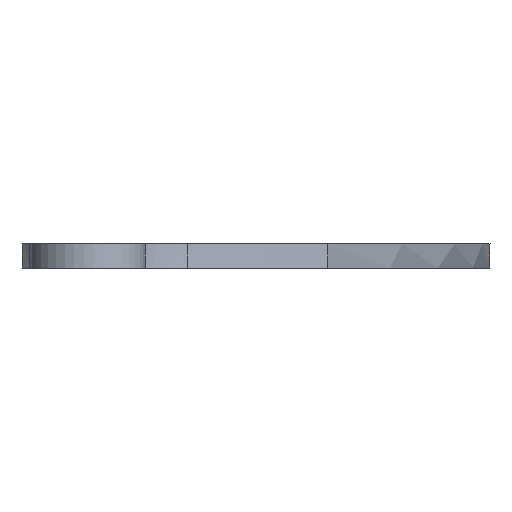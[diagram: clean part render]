
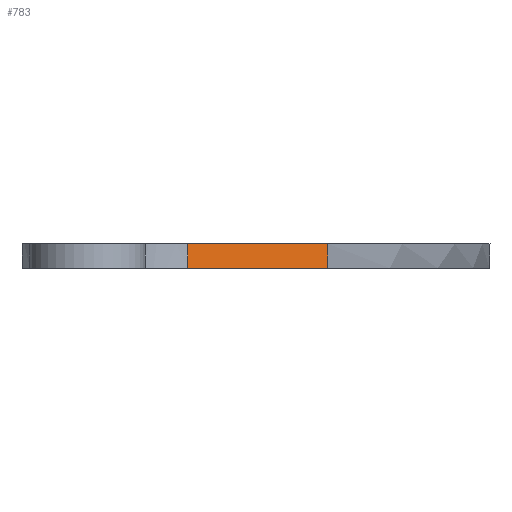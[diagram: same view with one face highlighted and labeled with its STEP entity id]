
A CAD part, left-side view. The second image highlights one B-rep face of the part: STEP entity #783.
In plain terms, the highlighted free-form (B-spline) face has degree [3, 1] with [12, 2] control points.
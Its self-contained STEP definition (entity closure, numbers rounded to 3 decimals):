
#31=B_SPLINE_SURFACE_WITH_KNOTS('',3,1,((#2576,#2577),(#2578,#2579),(#2580,
#2581),(#2582,#2583),(#2584,#2585),(#2586,#2587),(#2588,#2589),(#2590,#2591),
(#2592,#2593),(#2594,#2595),(#2596,#2597),(#2598,#2599)),.UNSPECIFIED.,
 .F.,.F.,.F.,(4,1,1,1,1,1,1,1,1,4),(2,2),(0.,1.917,3.834,
7.667,11.334,15.,16.212,17.423,
18.325,19.227),(0.,1.081),.UNSPECIFIED.);
#121=FACE_OUTER_BOUND('',#175,.T.);
#175=EDGE_LOOP('',(#713,#714,#715,#716));
#191=LINE('',#1147,#247);
#210=LINE('',#2183,#266);
#247=VECTOR('',#860,10.);
#266=VECTOR('',#909,10.);
#310=B_SPLINE_CURVE_WITH_KNOTS('',3,(#1537,#1538,#1539,#1540,#1541,#1542),
 .UNSPECIFIED.,.F.,.F.,(4,1,1,4),(-12.523,-12.416,-11.488,
-9.311),.UNSPECIFIED.);
#319=B_SPLINE_CURVE_WITH_KNOTS('',3,(#2390,#2391,#2392,#2393,#2394,#2395),
 .UNSPECIFIED.,.F.,.F.,(4,1,1,4),(-8.626,-5.158,-3.679,
-3.508),.UNSPECIFIED.);
#327=VERTEX_POINT('',#1053);
#329=VERTEX_POINT('',#1146);
#346=VERTEX_POINT('',#1421);
#373=VERTEX_POINT('',#2167);
#404=EDGE_CURVE('',#329,#327,#191,.T.);
#424=EDGE_CURVE('',#327,#346,#310,.T.);
#454=EDGE_CURVE('',#346,#373,#210,.T.);
#471=EDGE_CURVE('',#373,#329,#319,.T.);
#713=ORIENTED_EDGE('',*,*,#404,.T.);
#714=ORIENTED_EDGE('',*,*,#424,.T.);
#715=ORIENTED_EDGE('',*,*,#454,.T.);
#716=ORIENTED_EDGE('',*,*,#471,.T.);
#783=ADVANCED_FACE('',(#121),#31,.T.);
#860=DIRECTION('',(0.,0.,-1.));
#909=DIRECTION('',(0.,0.,1.));
#1053=CARTESIAN_POINT('',(70.883,92.557,0.));
#1146=CARTESIAN_POINT('',(70.883,92.557,6.3));
#1147=CARTESIAN_POINT('',(70.883,92.557,6.3));
#1421=CARTESIAN_POINT('',(92.086,56.255,0.));
#1537=CARTESIAN_POINT('Ctrl Pts',(70.883,92.557,0.));
#1538=CARTESIAN_POINT('Ctrl Pts',(71.152,92.108,0.));
#1539=CARTESIAN_POINT('Ctrl Pts',(73.68,87.791,0.));
#1540=CARTESIAN_POINT('Ctrl Pts',(79.978,76.243,0.));
#1541=CARTESIAN_POINT('Ctrl Pts',(86.364,63.8,0.));
#1542=CARTESIAN_POINT('Ctrl Pts',(92.086,56.255,0.));
#2167=CARTESIAN_POINT('',(92.086,56.255,6.3));
#2183=CARTESIAN_POINT('',(92.086,56.255,6.3));
#2390=CARTESIAN_POINT('Ctrl Pts',(92.086,56.255,6.3));
#2391=CARTESIAN_POINT('Ctrl Pts',(86.364,63.8,6.3));
#2392=CARTESIAN_POINT('Ctrl Pts',(79.978,76.243,6.3));
#2393=CARTESIAN_POINT('Ctrl Pts',(73.68,87.791,6.3));
#2394=CARTESIAN_POINT('Ctrl Pts',(71.152,92.108,6.3));
#2395=CARTESIAN_POINT('Ctrl Pts',(70.883,92.557,6.3));
#2576=CARTESIAN_POINT('Ctrl Pts',(199.023,2.631,7.656));
#2577=CARTESIAN_POINT('Ctrl Pts',(199.023,2.631,-3.159));
#2578=CARTESIAN_POINT('Ctrl Pts',(193.159,1.671,7.656));
#2579=CARTESIAN_POINT('Ctrl Pts',(193.159,1.671,-3.159));
#2580=CARTESIAN_POINT('Ctrl Pts',(179.917,6.799,7.656));
#2581=CARTESIAN_POINT('Ctrl Pts',(179.917,6.799,-3.159));
#2582=CARTESIAN_POINT('Ctrl Pts',(156.362,14.75,7.656));
#2583=CARTESIAN_POINT('Ctrl Pts',(156.362,14.75,-3.159));
#2584=CARTESIAN_POINT('Ctrl Pts',(128.403,29.484,7.656));
#2585=CARTESIAN_POINT('Ctrl Pts',(128.403,29.484,-3.159));
#2586=CARTESIAN_POINT('Ctrl Pts',(94.807,47.192,7.656));
#2587=CARTESIAN_POINT('Ctrl Pts',(94.807,47.192,-3.159));
#2588=CARTESIAN_POINT('Ctrl Pts',(81.216,73.973,7.656));
#2589=CARTESIAN_POINT('Ctrl Pts',(81.216,73.973,-3.159));
#2590=CARTESIAN_POINT('Ctrl Pts',(72.072,90.739,7.656));
#2591=CARTESIAN_POINT('Ctrl Pts',(72.072,90.739,-3.159));
#2592=CARTESIAN_POINT('Ctrl Pts',(64.89,102.508,7.656));
#2593=CARTESIAN_POINT('Ctrl Pts',(64.89,102.508,-3.159));
#2594=CARTESIAN_POINT('Ctrl Pts',(55.439,97.45,7.656));
#2595=CARTESIAN_POINT('Ctrl Pts',(55.439,97.45,-3.159));
#2596=CARTESIAN_POINT('Ctrl Pts',(49.242,95.426,7.656));
#2597=CARTESIAN_POINT('Ctrl Pts',(49.242,95.426,-3.159));
#2598=CARTESIAN_POINT('Ctrl Pts',(47.018,93.894,7.656));
#2599=CARTESIAN_POINT('Ctrl Pts',(47.018,93.894,-3.159));
